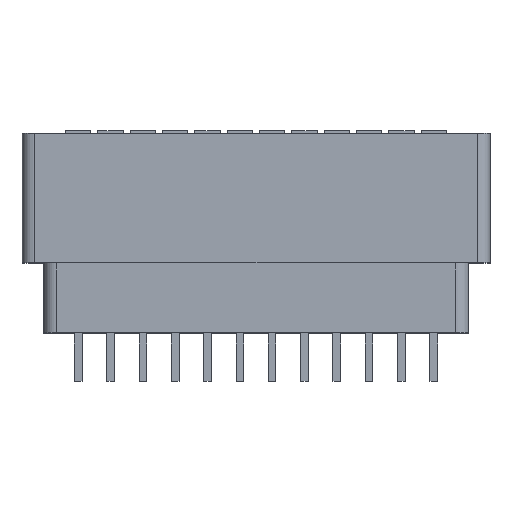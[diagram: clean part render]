
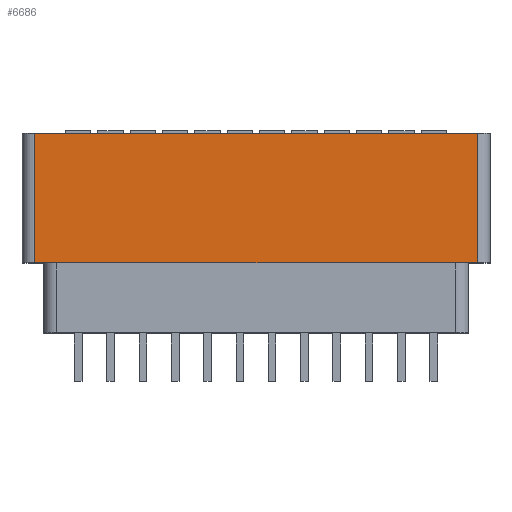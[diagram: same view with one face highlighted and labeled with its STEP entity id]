
A CAD part, top view. The second image highlights one B-rep face of the part: STEP entity #6686.
In plain terms, the highlighted planar face has unit normal (0, 0, 1).
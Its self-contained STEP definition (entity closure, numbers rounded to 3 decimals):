
#290=PLANE('',#7118);
#644=FACE_OUTER_BOUND('',#1049,.T.);
#1049=EDGE_LOOP('',(#4871,#4872,#4873,#4874));
#1473=LINE('',#9124,#2281);
#1574=LINE('',#9328,#2382);
#1575=LINE('',#9332,#2383);
#1576=LINE('',#9333,#2384);
#2281=VECTOR('',#7551,10.);
#2382=VECTOR('',#7656,10.);
#2383=VECTOR('',#7661,10.);
#2384=VECTOR('',#7662,10.);
#3106=VERTEX_POINT('',#9121);
#3107=VERTEX_POINT('',#9123);
#3208=VERTEX_POINT('',#9327);
#3209=VERTEX_POINT('',#9331);
#3769=EDGE_CURVE('',#3106,#3107,#1473,.T.);
#3871=EDGE_CURVE('',#3107,#3208,#1574,.T.);
#3873=EDGE_CURVE('',#3209,#3106,#1575,.T.);
#3874=EDGE_CURVE('',#3209,#3208,#1576,.T.);
#4871=ORIENTED_EDGE('',*,*,#3871,.F.);
#4872=ORIENTED_EDGE('',*,*,#3769,.F.);
#4873=ORIENTED_EDGE('',*,*,#3873,.F.);
#4874=ORIENTED_EDGE('',*,*,#3874,.T.);
#6686=ADVANCED_FACE('',(#644),#290,.T.);
#7118=AXIS2_PLACEMENT_3D('',#9330,#7659,#7660);
#7551=DIRECTION('',(1.,0.,0.));
#7656=DIRECTION('',(0.,-1.,0.));
#7659=DIRECTION('center_axis',(0.,0.,1.));
#7660=DIRECTION('ref_axis',(1.,0.,0.));
#7661=DIRECTION('',(0.,1.,0.));
#7662=DIRECTION('',(1.,0.,0.));
#9121=CARTESIAN_POINT('',(-17.39,15.7,4.65));
#9123=CARTESIAN_POINT('',(17.39,15.7,4.65));
#9124=CARTESIAN_POINT('',(-18.39,15.7,4.65));
#9327=CARTESIAN_POINT('',(17.39,5.5,4.65));
#9328=CARTESIAN_POINT('',(17.39,0.,4.65));
#9330=CARTESIAN_POINT('Origin',(-18.39,0.,4.65));
#9331=CARTESIAN_POINT('',(-17.39,5.5,4.65));
#9332=CARTESIAN_POINT('',(-17.39,0.,4.65));
#9333=CARTESIAN_POINT('',(0.,5.5,4.65));
